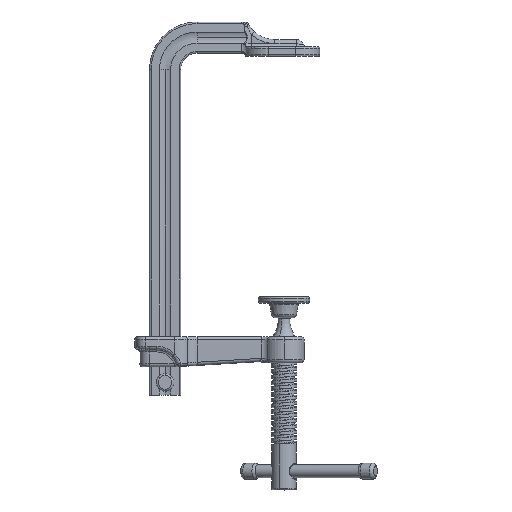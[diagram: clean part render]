
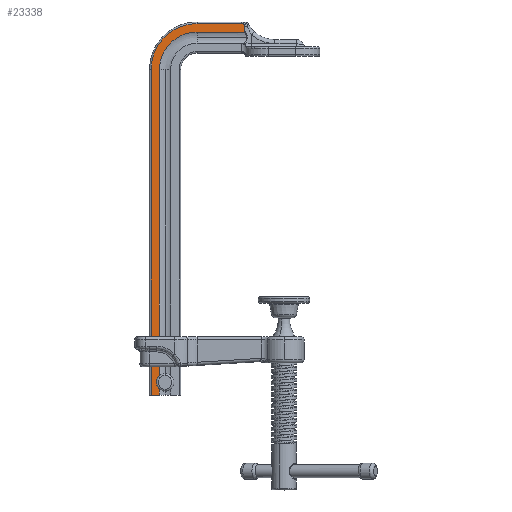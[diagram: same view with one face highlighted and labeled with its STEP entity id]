
A CAD part, top view. The second image highlights one B-rep face of the part: STEP entity #23338.
In plain terms, the highlighted planar face has unit normal (0, 0, 1).
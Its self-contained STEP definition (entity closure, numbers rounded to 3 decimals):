
#49 = CARTESIAN_POINT ( 'NONE',  ( 48.954, 231.74, 4.75 ) ) ;
#221 = DIRECTION ( 'NONE',  ( 0., -1., 0. ) ) ;
#257 = EDGE_CURVE ( 'NONE', #12077, #18685, #21661, .T. ) ;
#453 = CARTESIAN_POINT ( 'NONE',  ( 49.75, 226.75, 4.75 ) ) ;
#605 = ORIENTED_EDGE ( 'NONE', *, *, #11198, .T. ) ;
#967 = DIRECTION ( 'NONE',  ( -1., 0., 0. ) ) ;
#1074 = ORIENTED_EDGE ( 'NONE', *, *, #2526, .T. ) ;
#1736 = CIRCLE ( 'NONE', #24769, 4.4 ) ;
#1978 = CARTESIAN_POINT ( 'NONE',  ( 49.231, 231.55, 4.75 ) ) ;
#2526 = EDGE_CURVE ( 'NONE', #19183, #22877, #10002, .T. ) ;
#2722 = VERTEX_POINT ( 'NONE', #3391 ) ;
#2890 = CARTESIAN_POINT ( 'NONE',  ( 0., 8., 4.75 ) ) ;
#3391 = CARTESIAN_POINT ( 'NONE',  ( -8.75, 0., 4.75 ) ) ;
#3431 = B_SPLINE_CURVE_WITH_KNOTS ( 'NONE', 3,
 ( #8529, #453, #16606, #10475 ),
 .UNSPECIFIED., .F., .F.,
 ( 4, 4 ),
 ( 0., 0. ),
 .UNSPECIFIED. ) ;
#3712 = LINE ( 'NONE', #19821, #10565 ) ;
#3882 = CARTESIAN_POINT ( 'NONE',  ( -8.75, 203.25, 4.75 ) ) ;
#3888 = DIRECTION ( 'NONE',  ( -1., 0., 0. ) ) ;
#4007 = VERTEX_POINT ( 'NONE', #11807 ) ;
#4127 = ORIENTED_EDGE ( 'NONE', *, *, #257, .T. ) ;
#4211 = LINE ( 'NONE', #15332, #18888 ) ;
#4524 = CARTESIAN_POINT ( 'NONE',  ( -3.5, 203.25, 4.75 ) ) ;
#4743 = VERTEX_POINT ( 'NONE', #11047 ) ;
#4749 = EDGE_CURVE ( 'NONE', #2722, #24139, #4211, .T. ) ;
#4849 = PLANE ( 'NONE',  #11246 ) ;
#5438 = VERTEX_POINT ( 'NONE', #11163 ) ;
#5655 = CARTESIAN_POINT ( 'NONE',  ( 20., 232., 4.75 ) ) ;
#5670 = LINE ( 'NONE', #3882, #21942 ) ;
#5819 = EDGE_CURVE ( 'NONE', #12077, #6762, #3712, .T. ) ;
#5962 = CARTESIAN_POINT ( 'NONE',  ( 48.749, 231.835, 4.75 ) ) ;
#6139 = CARTESIAN_POINT ( 'NONE',  ( 49.552, 231.234, 4.75 ) ) ;
#6591 = DIRECTION ( 'NONE',  ( 0., -1., 0. ) ) ;
#6622 = DIRECTION ( 'NONE',  ( 0., 0., 1. ) ) ;
#6762 = VERTEX_POINT ( 'NONE', #9379 ) ;
#7462 = EDGE_LOOP ( 'NONE', ( #1074, #9777, #13642, #13844, #23502, #8936, #4127, #10782, #12745, #605, #8494, #10183 ) ) ;
#7471 = CARTESIAN_POINT ( 'NONE',  ( -3.5, 203.25, 4.75 ) ) ;
#7795 = LINE ( 'NONE', #20360, #16876 ) ;
#8185 = LINE ( 'NONE', #19502, #17289 ) ;
#8494 = ORIENTED_EDGE ( 'NONE', *, *, #20231, .T. ) ;
#8529 = CARTESIAN_POINT ( 'NONE',  ( 49.717, 226.75, 4.75 ) ) ;
#8936 = ORIENTED_EDGE ( 'NONE', *, *, #5819, .F. ) ;
#8956 = DIRECTION ( 'NONE',  ( -1., 0., 0. ) ) ;
#9071 = EDGE_CURVE ( 'NONE', #4743, #22069, #3431, .T. ) ;
#9379 = CARTESIAN_POINT ( 'NONE',  ( -3.5, 10.666, 4.75 ) ) ;
#9426 = AXIS2_PLACEMENT_3D ( 'NONE', #12803, #6622, #8956 ) ;
#9683 = CARTESIAN_POINT ( 'NONE',  ( 49.814, 203.25, 4.75 ) ) ;
#9777 = ORIENTED_EDGE ( 'NONE', *, *, #20221, .T. ) ;
#10002 = CIRCLE ( 'NONE', #9426, 28.75 ) ;
#10183 = ORIENTED_EDGE ( 'NONE', *, *, #14448, .T. ) ;
#10470 = VECTOR ( 'NONE', #17492, 1000. ) ;
#10475 = CARTESIAN_POINT ( 'NONE',  ( 49.814, 226.76, 4.75 ) ) ;
#10565 = VECTOR ( 'NONE', #22166, 1000. ) ;
#10782 = ORIENTED_EDGE ( 'NONE', *, *, #22388, .T. ) ;
#10896 = DIRECTION ( 'NONE',  ( 0., 0., -1. ) ) ;
#11047 = CARTESIAN_POINT ( 'NONE',  ( 49.717, 226.75, 4.75 ) ) ;
#11106 = DIRECTION ( 'NONE',  ( -1., 0., 0. ) ) ;
#11163 = CARTESIAN_POINT ( 'NONE',  ( -3.5, 5.334, 4.75 ) ) ;
#11198 = EDGE_CURVE ( 'NONE', #22069, #17797, #17687, .T. ) ;
#11246 = AXIS2_PLACEMENT_3D ( 'NONE', #16742, #20839, #16564 ) ;
#11625 = CARTESIAN_POINT ( 'NONE',  ( -3.5, 0., 4.75 ) ) ;
#11807 = CARTESIAN_POINT ( 'NONE',  ( 47.87, 232., 4.75 ) ) ;
#11975 = EDGE_CURVE ( 'NONE', #5438, #6762, #1736, .T. ) ;
#12030 = CARTESIAN_POINT ( 'NONE',  ( -8.75, 203.25, 4.75 ) ) ;
#12072 = CARTESIAN_POINT ( 'NONE',  ( 49.814, 230.5, 4.75 ) ) ;
#12077 = VERTEX_POINT ( 'NONE', #7471 ) ;
#12680 = EDGE_CURVE ( 'NONE', #5438, #24139, #20763, .T. ) ;
#12745 = ORIENTED_EDGE ( 'NONE', *, *, #9071, .T. ) ;
#12803 = CARTESIAN_POINT ( 'NONE',  ( 20., 203.25, 4.75 ) ) ;
#13642 = ORIENTED_EDGE ( 'NONE', *, *, #4749, .T. ) ;
#13844 = ORIENTED_EDGE ( 'NONE', *, *, #12680, .F. ) ;
#13900 = CARTESIAN_POINT ( 'NONE',  ( 49.32, 231.478, 4.75 ) ) ;
#13996 = CARTESIAN_POINT ( 'NONE',  ( 48.318, 231.966, 4.75 ) ) ;
#14082 = CARTESIAN_POINT ( 'NONE',  ( 49.676, 231.044, 4.75 ) ) ;
#14246 = CARTESIAN_POINT ( 'NONE',  ( 49.814, 230.614, 4.75 ) ) ;
#14448 = EDGE_CURVE ( 'NONE', #4007, #19183, #8185, .T. ) ;
#15284 = FACE_OUTER_BOUND ( 'NONE', #7462, .T. ) ;
#15332 = CARTESIAN_POINT ( 'NONE',  ( -9.75, 0., 4.75 ) ) ;
#15871 = DIRECTION ( 'NONE',  ( 0., 0., -1. ) ) ;
#16037 = CARTESIAN_POINT ( 'NONE',  ( 47.87, 232., 4.75 ) ) ;
#16564 = DIRECTION ( 'NONE',  ( -1., 0., 0. ) ) ;
#16606 = CARTESIAN_POINT ( 'NONE',  ( 49.782, 226.753, 4.75 ) ) ;
#16742 = CARTESIAN_POINT ( 'NONE',  ( -9.75, 203.25, 4.75 ) ) ;
#16876 = VECTOR ( 'NONE', #24706, 1000. ) ;
#17228 = B_SPLINE_CURVE_WITH_KNOTS ( 'NONE', 3,
 ( #12072, #14246, #17940, #25877, #14082, #6139, #23962, #13900, #1978, #49, #5962, #13996, #20049, #16037 ),
 .UNSPECIFIED., .F., .F.,
 ( 4, 2, 2, 2, 2, 2, 4 ),
 ( 0., 0., 0.001, 0.001, 0.001, 0.002, 0.003 ),
 .UNSPECIFIED. ) ;
#17289 = VECTOR ( 'NONE', #11106, 1000. ) ;
#17492 = DIRECTION ( 'NONE',  ( 0., 1., 0. ) ) ;
#17687 = LINE ( 'NONE', #9683, #10470 ) ;
#17797 = VERTEX_POINT ( 'NONE', #18545 ) ;
#17940 = CARTESIAN_POINT ( 'NONE',  ( 49.796, 230.728, 4.75 ) ) ;
#18545 = CARTESIAN_POINT ( 'NONE',  ( 49.814, 230.5, 4.75 ) ) ;
#18685 = VERTEX_POINT ( 'NONE', #22814 ) ;
#18888 = VECTOR ( 'NONE', #19270, 1000. ) ;
#19183 = VERTEX_POINT ( 'NONE', #5655 ) ;
#19270 = DIRECTION ( 'NONE',  ( 1., 0., 0. ) ) ;
#19502 = CARTESIAN_POINT ( 'NONE',  ( 20., 232., 4.75 ) ) ;
#19587 = CARTESIAN_POINT ( 'NONE',  ( 49.814, 226.76, 4.75 ) ) ;
#19821 = CARTESIAN_POINT ( 'NONE',  ( -3.5, 203.25, 4.75 ) ) ;
#19973 = CARTESIAN_POINT ( 'NONE',  ( 20., 203.25, 4.75 ) ) ;
#20049 = CARTESIAN_POINT ( 'NONE',  ( 48.097, 232., 4.75 ) ) ;
#20221 = EDGE_CURVE ( 'NONE', #22877, #2722, #5670, .T. ) ;
#20231 = EDGE_CURVE ( 'NONE', #17797, #4007, #17228, .T. ) ;
#20360 = CARTESIAN_POINT ( 'NONE',  ( 20., 226.75, 4.75 ) ) ;
#20763 = LINE ( 'NONE', #4524, #23261 ) ;
#20839 = DIRECTION ( 'NONE',  ( 0., 0., -1. ) ) ;
#21661 = CIRCLE ( 'NONE', #23498, 23.5 ) ;
#21942 = VECTOR ( 'NONE', #221, 1000. ) ;
#22069 = VERTEX_POINT ( 'NONE', #19587 ) ;
#22166 = DIRECTION ( 'NONE',  ( 0., -1., 0. ) ) ;
#22388 = EDGE_CURVE ( 'NONE', #18685, #4743, #7795, .T. ) ;
#22814 = CARTESIAN_POINT ( 'NONE',  ( 20., 226.75, 4.75 ) ) ;
#22877 = VERTEX_POINT ( 'NONE', #12030 ) ;
#23261 = VECTOR ( 'NONE', #6591, 1000. ) ;
#23338 = ADVANCED_FACE ( 'NONE', ( #15284 ), #4849, .F. ) ;
#23498 = AXIS2_PLACEMENT_3D ( 'NONE', #19973, #15871, #3888 ) ;
#23502 = ORIENTED_EDGE ( 'NONE', *, *, #11975, .T. ) ;
#23962 = CARTESIAN_POINT ( 'NONE',  ( 49.48, 231.32, 4.75 ) ) ;
#24139 = VERTEX_POINT ( 'NONE', #11625 ) ;
#24706 = DIRECTION ( 'NONE',  ( 1., 0., 0. ) ) ;
#24769 = AXIS2_PLACEMENT_3D ( 'NONE', #2890, #10896, #967 ) ;
#25877 = CARTESIAN_POINT ( 'NONE',  ( 49.726, 230.942, 4.75 ) ) ;
